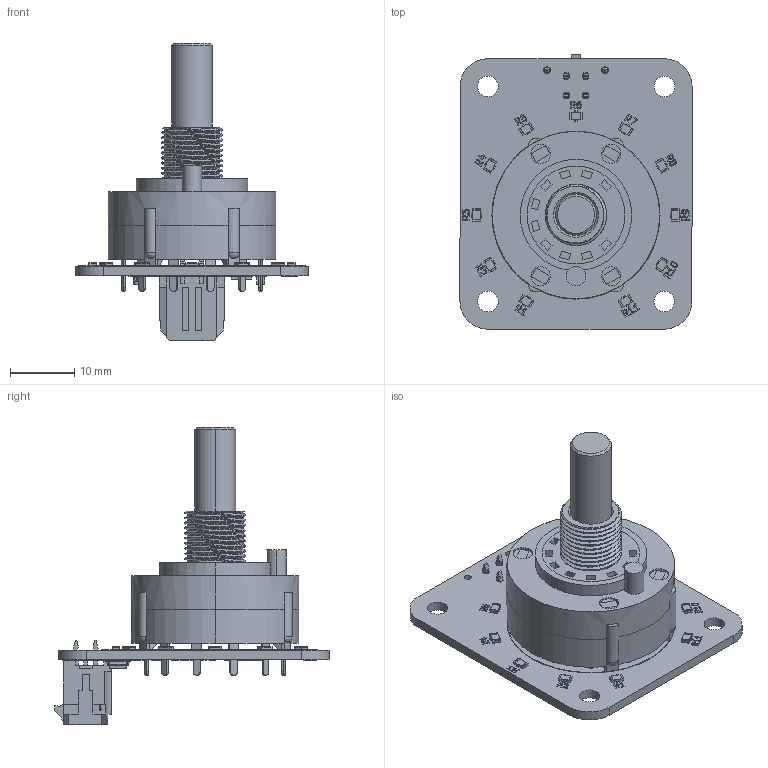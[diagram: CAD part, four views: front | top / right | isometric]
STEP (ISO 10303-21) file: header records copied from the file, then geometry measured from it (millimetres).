
FILE_DESCRIPTION(('KiCad electronic assembly'),'2;1');
FILE_NAME('rotary-switch_v1.0.0.step','2026-01-01T20:21:02',('Pcbnew'),( 'Kicad'),'Open CASCADE STEP processor 7.9','KiCad to STEP converter' ,'Unknown');
FILE_SCHEMA(('AUTOMOTIVE_DESIGN { 1 0 10303 214 1 1 1 1 }'));
Length unit declared in the file: millimetre
Products named in the file (10): rotary-switch_v1.0.0 1; R_0805_2012Metric; SR2612F-0112-21R0B-D8-N; D_SOD-123; 43045-0412; SOLID; COMPOUND; C_0805_2012Metric; rotary-switch_silkscreen; rotary-switch_PCB
Assembly tree (21 placements, depth 3):
  rotary-switch_v1.0.0 1
    R_0805_2012Metric  x13
    SR2612F-0112-21R0B-D8-N
    D_SOD-123
    43045-0412
      SOLID
      COMPOUND
    C_0805_2012Metric
    rotary-switch_silkscreen
    rotary-switch_PCB
Bounding box: 36.03 x 42.6 x 46.15 mm (x, y, z)
Volume: 9654.5 mm3; surface area: 9344.2 mm2
Topology: 38 solids, 162 shells, 1167 faces, 5412 edges, 4489 vertices
Faces by surface type: plane 886, cylinder 244, bspline 19, cone 10, revolution 8
Full cylindrical faces by diameter (mm): 1.02 x6, 1.4 x13, 3.2 x4
Entity records: 49784 total; most frequent: CARTESIAN_POINT 11577, DIRECTION 6884, ORIENTED_EDGE 6491, EDGE_CURVE 4580, VERTEX_POINT 3929, LINE 3828, VECTOR 3828, AXIS2_PLACEMENT_3D 1524
